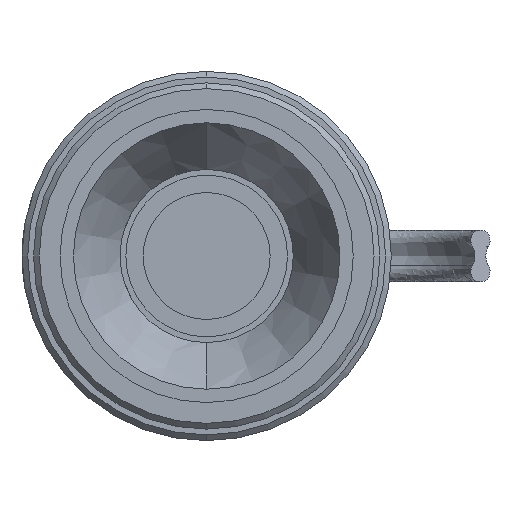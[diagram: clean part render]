
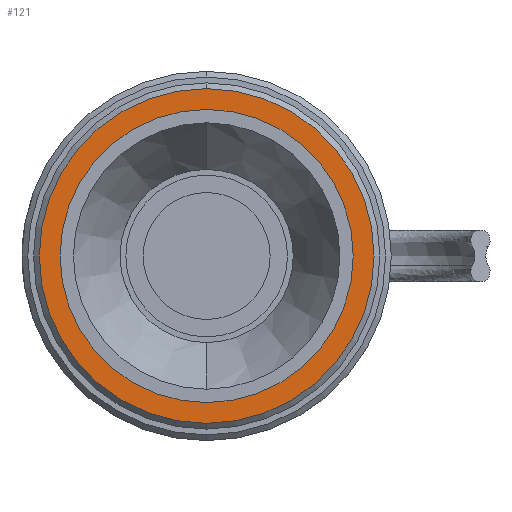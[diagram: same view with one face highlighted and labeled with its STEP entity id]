
A CAD part, left-side view. The second image highlights one B-rep face of the part: STEP entity #121.
In plain terms, the highlighted planar face has unit normal (-1, 0, 0).
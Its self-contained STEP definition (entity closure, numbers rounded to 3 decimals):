
#58 = VERTEX_POINT ( 'NONE', #328 ) ;
#69 = VERTEX_POINT ( 'NONE', #336 ) ;
#73 = VERTEX_POINT ( 'NONE', #340 ) ;
#74 = VERTEX_POINT ( 'NONE', #333 ) ;
#121 = ADVANCED_FACE ( 'NONE', ( #1510, #1511 ), #1607, .T. ) ;
#328 = CARTESIAN_POINT ( 'NONE',  ( 17.52, 0., 14.5 ) ) ;
#333 = CARTESIAN_POINT ( 'NONE',  ( 17.52, 0., 12.7 ) ) ;
#336 = CARTESIAN_POINT ( 'NONE',  ( 17.52, 0., -14.5 ) ) ;
#340 = CARTESIAN_POINT ( 'NONE',  ( 17.52, 0., -12.7 ) ) ;
#512 = ORIENTED_EDGE ( 'NONE', *, *, #1377, .T. ) ;
#513 = ORIENTED_EDGE ( 'NONE', *, *, #1362, .T. ) ;
#514 = ORIENTED_EDGE ( 'NONE', *, *, #1357, .T. ) ;
#515 = ORIENTED_EDGE ( 'NONE', *, *, #1376, .T. ) ;
#1218 = EDGE_LOOP ( 'NONE', ( #514, #515 ) ) ;
#1220 = EDGE_LOOP ( 'NONE', ( #512, #513 ) ) ;
#1357 = EDGE_CURVE ( 'NONE', #73, #74, #5331, .T. ) ;
#1362 = EDGE_CURVE ( 'NONE', #58, #69, #5338, .T. ) ;
#1376 = EDGE_CURVE ( 'NONE', #74, #73, #5359, .T. ) ;
#1377 = EDGE_CURVE ( 'NONE', #69, #58, #5360, .T. ) ;
#1431 = AXIS2_PLACEMENT_3D ( 'NONE', #1614, #1615, #1616 ) ;
#1510 = FACE_OUTER_BOUND ( 'NONE', #1220, .T. ) ;
#1511 = FACE_BOUND ( 'NONE', #1218, .T. ) ;
#1607 = PLANE ( 'NONE',  #1431 ) ;
#1614 = CARTESIAN_POINT ( 'NONE',  ( 17.52, 12.7, 0. ) ) ;
#1615 = DIRECTION ( 'NONE',  ( -1., 0., 0. ) ) ;
#1616 = DIRECTION ( 'NONE',  ( 0., 0., 1. ) ) ;
#5331 = CIRCLE ( 'NONE', #6569, 12.7 ) ;
#5338 = CIRCLE ( 'NONE', #6571, 14.5 ) ;
#5359 = CIRCLE ( 'NONE', #6577, 12.7 ) ;
#5360 = CIRCLE ( 'NONE', #6578, 14.5 ) ;
#6569 = AXIS2_PLACEMENT_3D ( 'NONE', #6614, #6615, #6616 ) ;
#6571 = AXIS2_PLACEMENT_3D ( 'NONE', #6627, #6628, #6629 ) ;
#6577 = AXIS2_PLACEMENT_3D ( 'NONE', #6705, #6706, #6707 ) ;
#6578 = AXIS2_PLACEMENT_3D ( 'NONE', #6708, #6709, #6710 ) ;
#6614 = CARTESIAN_POINT ( 'NONE',  ( 17.52, 0., 0. ) ) ;
#6615 = DIRECTION ( 'NONE',  ( 1., 0., 0. ) ) ;
#6616 = DIRECTION ( 'NONE',  ( 0., 0., -1. ) ) ;
#6627 = CARTESIAN_POINT ( 'NONE',  ( 17.52, 0., 0. ) ) ;
#6628 = DIRECTION ( 'NONE',  ( -1., 0., 0. ) ) ;
#6629 = DIRECTION ( 'NONE',  ( 0., 0., 1. ) ) ;
#6705 = CARTESIAN_POINT ( 'NONE',  ( 17.52, 0., 0. ) ) ;
#6706 = DIRECTION ( 'NONE',  ( 1., 0., 0. ) ) ;
#6707 = DIRECTION ( 'NONE',  ( 0., 0., -1. ) ) ;
#6708 = CARTESIAN_POINT ( 'NONE',  ( 17.52, 0., 0. ) ) ;
#6709 = DIRECTION ( 'NONE',  ( -1., 0., 0. ) ) ;
#6710 = DIRECTION ( 'NONE',  ( 0., 0., 1. ) ) ;
